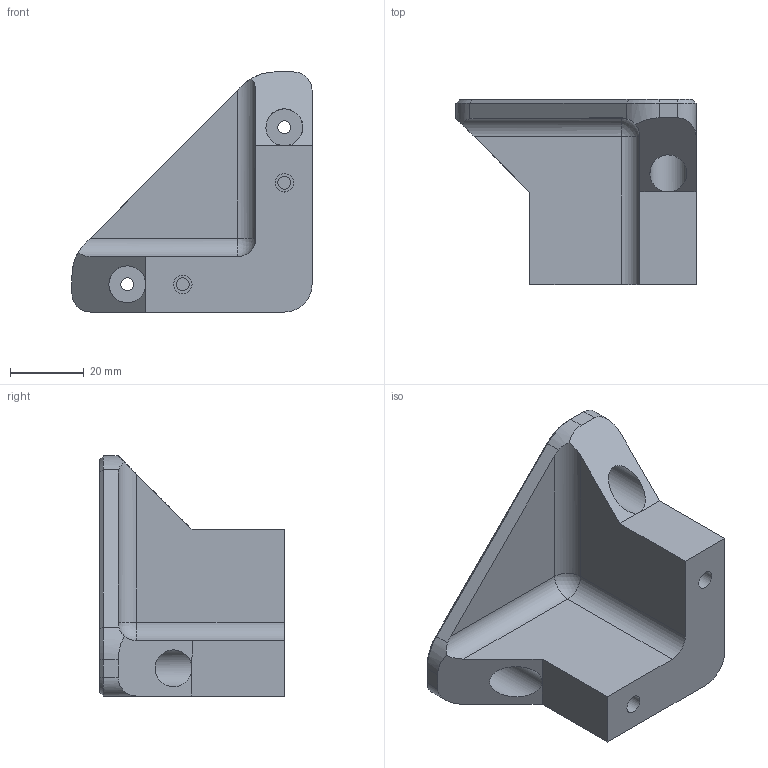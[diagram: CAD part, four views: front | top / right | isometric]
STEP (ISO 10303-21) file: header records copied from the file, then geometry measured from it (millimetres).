
FILE_DESCRIPTION(/* description */ (''),/* implementation_level */ '2;1');
FILE_NAME(/* name */ 'ZL_Foot.step',/* time_stamp */ '2020-09-05T23:23:26+01:00',/* author */ (''),/* organization */ (''),/* preprocessor_version */ 'ST-DEVELOPER v18.1',/* originating_system */ 'Autodesk Translation Framework v9.3.0.1241',/* authorisation */ '');
FILE_SCHEMA (('AUTOMOTIVE_DESIGN { 1 0 10303 214 3 1 1 }'));
Length unit declared in the file: millimetre
Products named in the file (1): ZL_Foot
Bounding box: 65 x 50 x 65 mm (x, y, z)
Volume: 69035.1 mm3; surface area: 16162.1 mm2
Topology: 1 solids, 1 shells, 47 faces, 108 edges, 67 vertices
Faces by surface type: plane 25, cylinder 16, cone 5, sphere 1
Full cylindrical faces by diameter (mm): 3.5 x4, 5 x2, 10 x2
Entity records: 1381 total; most frequent: DIRECTION 243, CARTESIAN_POINT 237, ORIENTED_EDGE 216, EDGE_CURVE 108, AXIS2_PLACEMENT_3D 89, VERTEX_POINT 67, LINE 65, VECTOR 65
